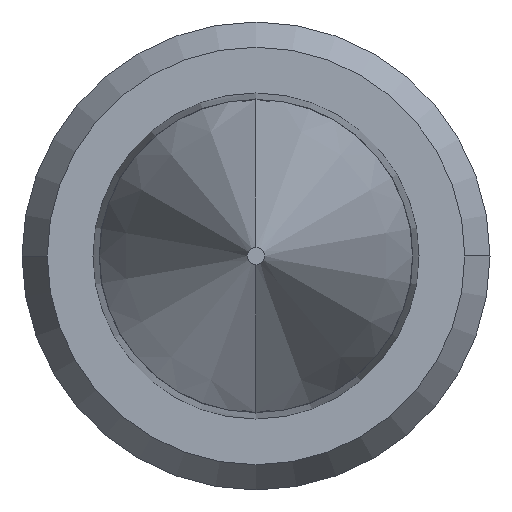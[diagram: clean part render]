
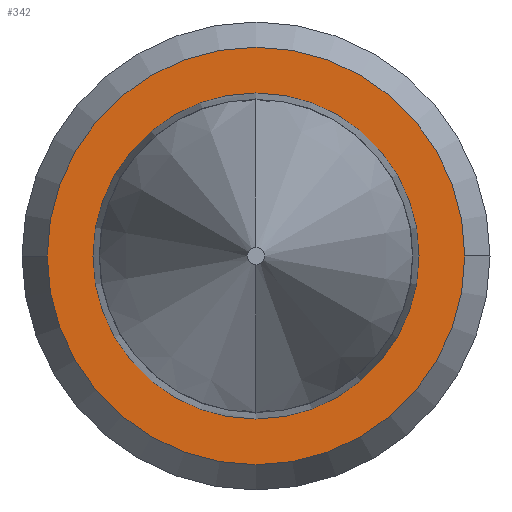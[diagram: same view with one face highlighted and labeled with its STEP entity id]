
A CAD part, left-side view. The second image highlights one B-rep face of the part: STEP entity #342.
In plain terms, the highlighted planar face has unit normal (-1, 0, 0).
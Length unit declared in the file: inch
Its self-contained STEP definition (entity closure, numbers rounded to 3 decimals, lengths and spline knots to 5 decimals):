
#33 = ORIENTED_EDGE ( 'NONE', *, *, #656, .T. ) ;
#53 = CIRCLE ( 'NONE', #512, 0.024 ) ;
#96 = CIRCLE ( 'NONE', #489, 0.01874 ) ;
#107 = CIRCLE ( 'NONE', #503, 0.01874 ) ;
#248 = CIRCLE ( 'NONE', #577, 0.024 ) ;
#268 = EDGE_CURVE ( 'NONE', #513, #671, #248, .T. ) ;
#293 = EDGE_LOOP ( 'NONE', ( #511, #437 ) ) ;
#342 = ADVANCED_FACE ( 'NONE', ( #546, #557 ), #362, .T. ) ;
#351 = CARTESIAN_POINT ( 'NONE',  ( 0., 0., 0. ) ) ;
#352 = DIRECTION ( 'NONE',  ( 1., 0., 0. ) ) ;
#353 = DIRECTION ( 'NONE',  ( 0., 1., 0. ) ) ;
#362 = PLANE ( 'NONE',  #553 ) ;
#387 = CARTESIAN_POINT ( 'NONE',  ( 0., 0.024, 0. ) ) ;
#390 = DIRECTION ( 'NONE',  ( -1., 0., 0. ) ) ;
#391 = DIRECTION ( 'NONE',  ( 0., -1., 0. ) ) ;
#407 = VERTEX_POINT ( 'NONE', #408 ) ;
#408 = CARTESIAN_POINT ( 'NONE',  ( 0., 0., -0.01874 ) ) ;
#437 = ORIENTED_EDGE ( 'NONE', *, *, #647, .F. ) ;
#447 = EDGE_LOOP ( 'NONE', ( #497, #33 ) ) ;
#455 = CARTESIAN_POINT ( 'NONE',  ( 0., 0.024, 0. ) ) ;
#489 = AXIS2_PLACEMENT_3D ( 'NONE', #633, #636, #637 ) ;
#497 = ORIENTED_EDGE ( 'NONE', *, *, #676, .T. ) ;
#503 = AXIS2_PLACEMENT_3D ( 'NONE', #587, #590, #591 ) ;
#509 = CARTESIAN_POINT ( 'NONE',  ( 0., 0., 0.01874 ) ) ;
#511 = ORIENTED_EDGE ( 'NONE', *, *, #268, .F. ) ;
#512 = AXIS2_PLACEMENT_3D ( 'NONE', #569, #572, #574 ) ;
#513 = VERTEX_POINT ( 'NONE', #455 ) ;
#546 = FACE_BOUND ( 'NONE', #447, .T. ) ;
#553 = AXIS2_PLACEMENT_3D ( 'NONE', #387, #390, #391 ) ;
#557 = FACE_OUTER_BOUND ( 'NONE', #293, .T. ) ;
#569 = CARTESIAN_POINT ( 'NONE',  ( 0., 0., 0. ) ) ;
#572 = DIRECTION ( 'NONE',  ( 1., 0., 0. ) ) ;
#574 = DIRECTION ( 'NONE',  ( 0., 1., 0. ) ) ;
#577 = AXIS2_PLACEMENT_3D ( 'NONE', #351, #352, #353 ) ;
#578 = VERTEX_POINT ( 'NONE', #509 ) ;
#587 = CARTESIAN_POINT ( 'NONE',  ( 0., 0., 0. ) ) ;
#590 = DIRECTION ( 'NONE',  ( 1., 0., 0. ) ) ;
#591 = DIRECTION ( 'NONE',  ( 0., -1., 0. ) ) ;
#608 = CARTESIAN_POINT ( 'NONE',  ( 0., -0.024, 0. ) ) ;
#633 = CARTESIAN_POINT ( 'NONE',  ( 0., 0., 0. ) ) ;
#636 = DIRECTION ( 'NONE',  ( 1., 0., 0. ) ) ;
#637 = DIRECTION ( 'NONE',  ( 0., -1., 0. ) ) ;
#647 = EDGE_CURVE ( 'NONE', #671, #513, #53, .T. ) ;
#656 = EDGE_CURVE ( 'NONE', #578, #407, #107, .T. ) ;
#671 = VERTEX_POINT ( 'NONE', #608 ) ;
#676 = EDGE_CURVE ( 'NONE', #407, #578, #96, .T. ) ;
